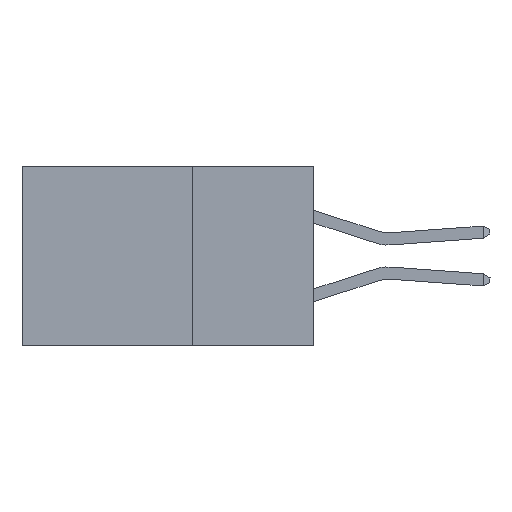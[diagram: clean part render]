
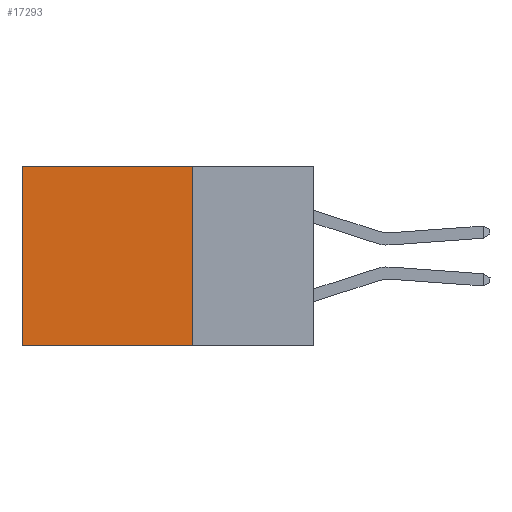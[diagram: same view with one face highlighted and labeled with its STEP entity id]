
A CAD part, left-side view. The second image highlights one B-rep face of the part: STEP entity #17293.
In plain terms, the highlighted planar face has unit normal (-1, 0, 0).
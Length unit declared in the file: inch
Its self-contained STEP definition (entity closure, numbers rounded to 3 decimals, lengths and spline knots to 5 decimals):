
#422 = VECTOR ( 'NONE', #6681, 39.37008 ) ;
#648 = ORIENTED_EDGE ( 'NONE', *, *, #5300, .F. ) ;
#3875 = EDGE_CURVE ( 'NONE', #16372, #17699, #13755, .T. ) ;
#4003 = ORIENTED_EDGE ( 'NONE', *, *, #4156, .T. ) ;
#4156 = EDGE_CURVE ( 'NONE', #23092, #17699, #20469, .T. ) ;
#5300 = EDGE_CURVE ( 'NONE', #17173, #16372, #25820, .T. ) ;
#5832 = CARTESIAN_POINT ( 'NONE',  ( 0.2875, 0.25, -0.37 ) ) ;
#6539 = ORIENTED_EDGE ( 'NONE', *, *, #3875, .F. ) ;
#6664 = PLANE ( 'NONE',  #7407 ) ;
#6681 = DIRECTION ( 'NONE',  ( 0., 1., 0. ) ) ;
#7407 = AXIS2_PLACEMENT_3D ( 'NONE', #18992, #21070, #18438 ) ;
#8537 = EDGE_LOOP ( 'NONE', ( #4003, #6539, #648, #9206 ) ) ;
#9121 = DIRECTION ( 'NONE',  ( 0., 0., -1. ) ) ;
#9206 = ORIENTED_EDGE ( 'NONE', *, *, #23802, .T. ) ;
#9214 = CARTESIAN_POINT ( 'NONE',  ( 0.2875, 0.6, 0. ) ) ;
#10681 = CARTESIAN_POINT ( 'NONE',  ( 0.2875, 0.25, 0. ) ) ;
#13755 = LINE ( 'NONE', #5832, #25241 ) ;
#14300 = CARTESIAN_POINT ( 'NONE',  ( 0.2875, 0.25, -0.37 ) ) ;
#16372 = VERTEX_POINT ( 'NONE', #14300 ) ;
#16939 = VECTOR ( 'NONE', #9121, 39.37008 ) ;
#17173 = VERTEX_POINT ( 'NONE', #20163 ) ;
#17293 = ADVANCED_FACE ( 'NONE', ( #22939 ), #6664, .F. ) ;
#17699 = VERTEX_POINT ( 'NONE', #20417 ) ;
#18228 = DIRECTION ( 'NONE',  ( 0., 1., 0. ) ) ;
#18438 = DIRECTION ( 'NONE',  ( 0., 0., -1. ) ) ;
#18871 = DIRECTION ( 'NONE',  ( 0., 0., -1. ) ) ;
#18992 = CARTESIAN_POINT ( 'NONE',  ( 0.2875, 0.25, 0. ) ) ;
#20163 = CARTESIAN_POINT ( 'NONE',  ( 0.2875, 0.25, 0. ) ) ;
#20417 = CARTESIAN_POINT ( 'NONE',  ( 0.2875, 0.6, -0.37 ) ) ;
#20469 = LINE ( 'NONE', #9214, #16939 ) ;
#20734 = LINE ( 'NONE', #20997, #422 ) ;
#20997 = CARTESIAN_POINT ( 'NONE',  ( 0.2875, 0.25, 0. ) ) ;
#21070 = DIRECTION ( 'NONE',  ( 1., 0., 0. ) ) ;
#21086 = VECTOR ( 'NONE', #18871, 39.37008 ) ;
#22939 = FACE_OUTER_BOUND ( 'NONE', #8537, .T. ) ;
#23092 = VERTEX_POINT ( 'NONE', #24516 ) ;
#23802 = EDGE_CURVE ( 'NONE', #17173, #23092, #20734, .T. ) ;
#24516 = CARTESIAN_POINT ( 'NONE',  ( 0.2875, 0.6, 0. ) ) ;
#25241 = VECTOR ( 'NONE', #18228, 39.37008 ) ;
#25820 = LINE ( 'NONE', #10681, #21086 ) ;
